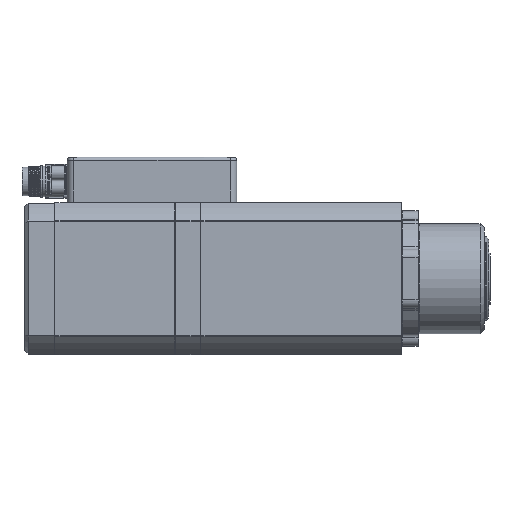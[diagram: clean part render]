
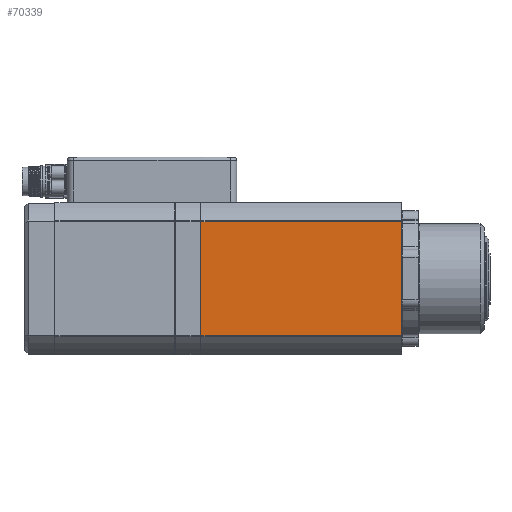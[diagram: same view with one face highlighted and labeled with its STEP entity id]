
A CAD part, left-side view. The second image highlights one B-rep face of the part: STEP entity #70339.
In plain terms, the highlighted planar face has unit normal (-1, 0, 0).
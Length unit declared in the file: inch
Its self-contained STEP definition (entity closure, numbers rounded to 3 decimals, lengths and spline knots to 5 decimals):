
#917 = ORIENTED_EDGE ( 'NONE', *, *, #102134, .F. ) ;
#1041 = CARTESIAN_POINT ( 'NONE',  ( -2., 2.6175, -1.68866 ) ) ;
#9163 = LINE ( 'NONE', #1041, #76526 ) ;
#9789 = VECTOR ( 'NONE', #36893, 39.37008 ) ;
#10715 = CARTESIAN_POINT ( 'NONE',  ( -2., 2.6175, -1.68866 ) ) ;
#11029 = LINE ( 'NONE', #49101, #78835 ) ;
#12564 = PLANE ( 'NONE',  #36309 ) ;
#12834 = EDGE_LOOP ( 'NONE', ( #100865, #66124, #917, #92820 ) ) ;
#14154 = EDGE_CURVE ( 'NONE', #23949, #85750, #9163, .T. ) ;
#18164 = CARTESIAN_POINT ( 'NONE',  ( -2., 8.535, 1.68866 ) ) ;
#19130 = DIRECTION ( 'NONE',  ( 0., 0., 1. ) ) ;
#23949 = VERTEX_POINT ( 'NONE', #10715 ) ;
#28144 = LINE ( 'NONE', #18164, #9789 ) ;
#28575 = VERTEX_POINT ( 'NONE', #87008 ) ;
#36309 = AXIS2_PLACEMENT_3D ( 'NONE', #60016, #98127, #97529 ) ;
#36893 = DIRECTION ( 'NONE',  ( 0., -1., 0. ) ) ;
#38101 = CARTESIAN_POINT ( 'NONE',  ( -2., 2.6175, 1.68866 ) ) ;
#48199 = FACE_OUTER_BOUND ( 'NONE', #12834, .T. ) ;
#49101 = CARTESIAN_POINT ( 'NONE',  ( -2., 8.535, -1.68866 ) ) ;
#49889 = CARTESIAN_POINT ( 'NONE',  ( -2., 8.535, 1.68866 ) ) ;
#60016 = CARTESIAN_POINT ( 'NONE',  ( -2., 12.1075, -1.68866 ) ) ;
#66124 = ORIENTED_EDGE ( 'NONE', *, *, #14154, .T. ) ;
#70339 = ADVANCED_FACE ( 'NONE', ( #48199 ), #12564, .F. ) ;
#70844 = EDGE_CURVE ( 'NONE', #28575, #107237, #87359, .T. ) ;
#76526 = VECTOR ( 'NONE', #19130, 39.37008 ) ;
#78835 = VECTOR ( 'NONE', #87187, 39.37008 ) ;
#85750 = VERTEX_POINT ( 'NONE', #38101 ) ;
#87008 = CARTESIAN_POINT ( 'NONE',  ( -2., 8.535, 1.68866 ) ) ;
#87187 = DIRECTION ( 'NONE',  ( 0., -1., 0. ) ) ;
#87359 = LINE ( 'NONE', #49889, #108149 ) ;
#92820 = ORIENTED_EDGE ( 'NONE', *, *, #70844, .T. ) ;
#97378 = DIRECTION ( 'NONE',  ( 0., 0., -1. ) ) ;
#97529 = DIRECTION ( 'NONE',  ( 0., 0., -1. ) ) ;
#98127 = DIRECTION ( 'NONE',  ( 1., 0., 0. ) ) ;
#100865 = ORIENTED_EDGE ( 'NONE', *, *, #122279, .T. ) ;
#102134 = EDGE_CURVE ( 'NONE', #28575, #85750, #28144, .T. ) ;
#107237 = VERTEX_POINT ( 'NONE', #121254 ) ;
#108149 = VECTOR ( 'NONE', #97378, 39.37008 ) ;
#121254 = CARTESIAN_POINT ( 'NONE',  ( -2., 8.535, -1.68866 ) ) ;
#122279 = EDGE_CURVE ( 'NONE', #107237, #23949, #11029, .T. ) ;
